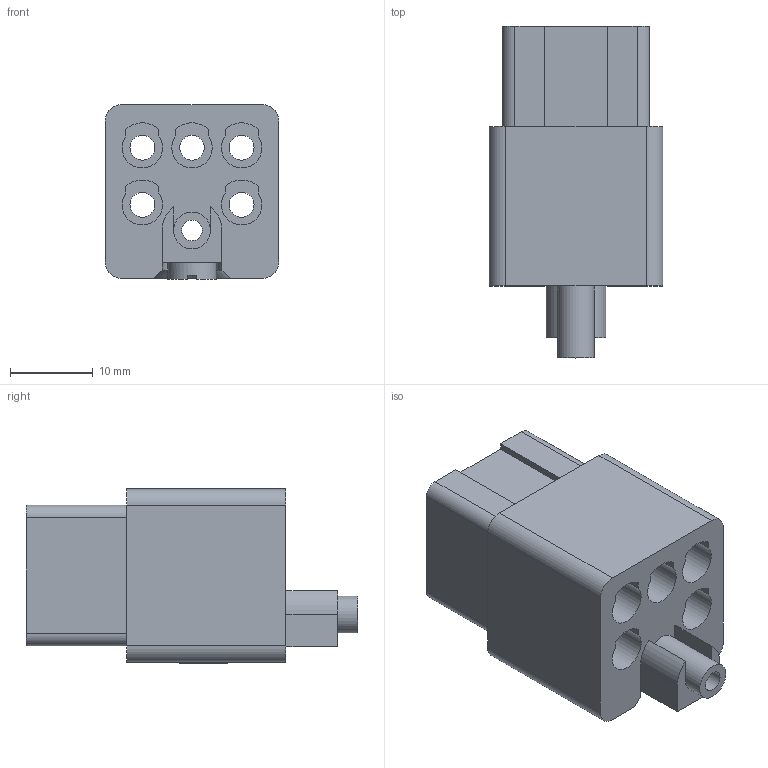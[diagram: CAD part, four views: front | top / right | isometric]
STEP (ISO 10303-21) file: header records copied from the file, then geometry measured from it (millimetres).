
FILE_DESCRIPTION (( 'STEP AP214' ), '1' );
FILE_NAME ('ZP-3A-5-FC-INSERT.STEP', '2011-11-18T20:24:05', ( '.ADC' ), ( 'ADC' ), 'SwSTEP 2.0', 'SolidWorks 2011', '' );
FILE_SCHEMA (( 'AUTOMOTIVE_DESIGN' ));
Length unit declared in the file: millimetre
Products named in the file (1): ZP-3A-5-FC-INSERT
Bounding box: 21 x 40.1 x 21.11 mm (x, y, z)
Volume: 9560.9 mm3; surface area: 5949 mm2
Topology: 1 solids, 1 shells, 76 faces, 197 edges, 130 vertices
Faces by surface type: plane 46, cylinder 29, cone 1
Full cylindrical faces by diameter (mm): 2.5 x1, 3 x5, 4.45 x1, 5.9 x1
Entity records: 2398 total; most frequent: DIRECTION 404, CARTESIAN_POINT 392, ORIENTED_EDGE 374, EDGE_CURVE 187, AXIS2_PLACEMENT_3D 140, VERTEX_POINT 128, VECTOR 124, LINE 124
